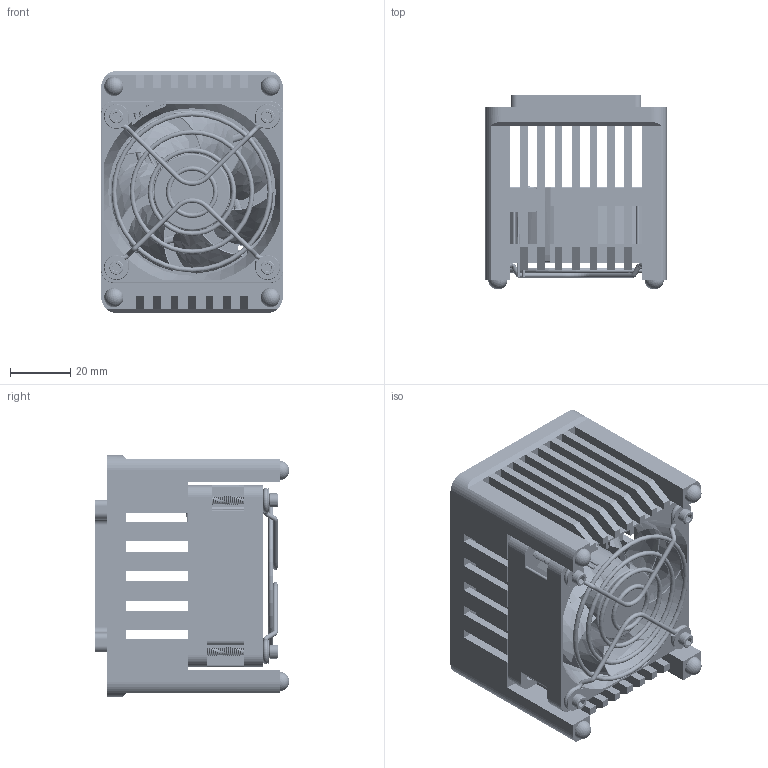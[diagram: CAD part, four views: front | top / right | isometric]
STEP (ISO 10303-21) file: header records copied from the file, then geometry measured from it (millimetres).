
FILE_DESCRIPTION (( 'STEP AP214' ), '1' );
FILE_NAME ('UA-45-S5-3.STEP', '2025-11-08T00:38:39', ( '' ), ( '' ), 'SwSTEP 2.0', 'SolidWorks 2021', '' );
FILE_SCHEMA (( 'AUTOMOTIVE_DESIGN' ));
Length unit declared in the file: inch
Products named in the file (1): UA-45-S5-3
Bounding box: 60 x 64.39 x 80 mm (x, y, z)
Volume: 121036.7 mm3; surface area: 85907.7 mm2
Topology: 15 solids, 20 shells, 2151 faces, 5750 edges, 3709 vertices
Faces by surface type: cylinder 1129, plane 633, cone 144, torus 127, bspline 107, sphere 11
Entity records: 124391 total; most frequent: CARTESIAN_POINT 48001, ORIENTED_EDGE 11454, DIRECTION 8716, EDGE_CURVE 5727, VERTEX_POINT 3709, AXIS2_PLACEMENT_3D 3077, VECTOR 2562, LINE 2562
